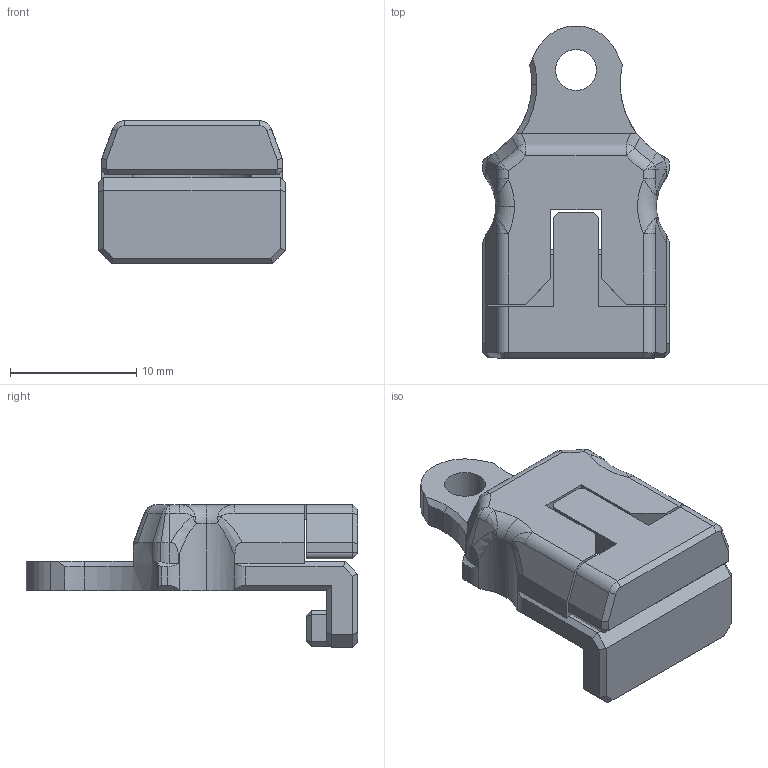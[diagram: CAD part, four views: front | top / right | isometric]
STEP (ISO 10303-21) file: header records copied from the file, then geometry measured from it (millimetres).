
FILE_DESCRIPTION (( 'STEP AP214' ), '1' );
FILE_NAME ('Neopixel Carrier.STEP', '2024-08-19T16:57:49', ( '' ), ( '' ), 'SwSTEP 2.0', 'SolidWorks 2024', '' );
FILE_SCHEMA (( 'AUTOMOTIVE_DESIGN' ));
Length unit declared in the file: metre
Products named in the file (1): Neopixel Carrier
Bounding box: 14.8 x 26.31 x 11.3 mm (x, y, z)
Volume: 1433.9 mm3; surface area: 1675.2 mm2
Topology: 2 solids, 2 shells, 184 faces, 468 edges, 283 vertices
Faces by surface type: plane 120, cylinder 27, bspline 14, cone 12, torus 9, sphere 2
Entity records: 5732 total; most frequent: CARTESIAN_POINT 1459, ORIENTED_EDGE 928, DIRECTION 819, EDGE_CURVE 464, VECTOR 321, LINE 321, VERTEX_POINT 283, AXIS2_PLACEMENT_3D 249
